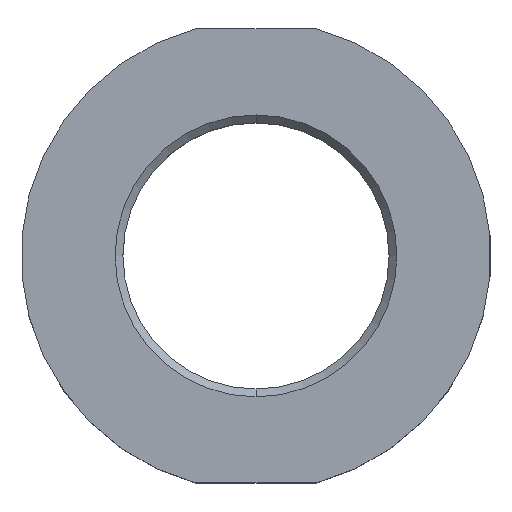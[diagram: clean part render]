
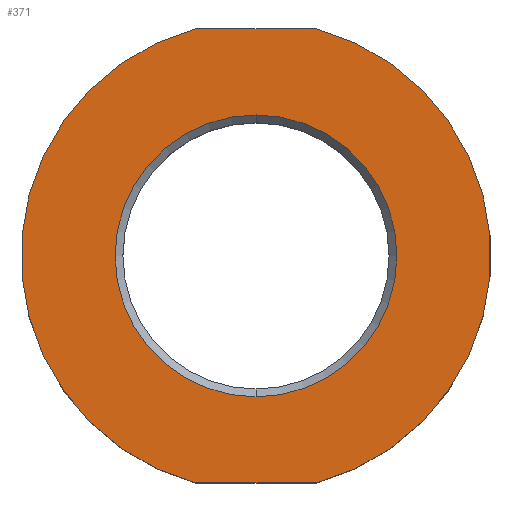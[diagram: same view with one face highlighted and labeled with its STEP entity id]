
A CAD part, top view. The second image highlights one B-rep face of the part: STEP entity #371.
In plain terms, the highlighted planar face has unit normal (0, 0, 1).
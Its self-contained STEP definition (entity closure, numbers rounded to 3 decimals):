
#19 = LINE ( 'NONE', #554, #505 ) ;
#50 = EDGE_CURVE ( 'NONE', #57, #698, #19, .T. ) ;
#57 = VERTEX_POINT ( 'NONE', #771 ) ;
#66 = VERTEX_POINT ( 'NONE', #199 ) ;
#103 = CIRCLE ( 'NONE', #807, 30. ) ;
#105 = FACE_BOUND ( 'NONE', #282, .T. ) ;
#128 = VECTOR ( 'NONE', #263, 1000. ) ;
#141 = DIRECTION ( 'NONE',  ( 0., 0., 1. ) ) ;
#145 = CARTESIAN_POINT ( 'NONE',  ( 0., -18., 0. ) ) ;
#199 = CARTESIAN_POINT ( 'NONE',  ( -7.681, 29., 0. ) ) ;
#203 = DIRECTION ( 'NONE',  ( 0., -1., 0. ) ) ;
#230 = VERTEX_POINT ( 'NONE', #796 ) ;
#245 = ORIENTED_EDGE ( 'NONE', *, *, #286, .F. ) ;
#248 = DIRECTION ( 'NONE',  ( 0., -1., 0. ) ) ;
#250 = CIRCLE ( 'NONE', #429, 18. ) ;
#258 = DIRECTION ( 'NONE',  ( 1., 0., 0. ) ) ;
#263 = DIRECTION ( 'NONE',  ( 1., 0., 0. ) ) ;
#268 = CARTESIAN_POINT ( 'NONE',  ( 0., 30., 0. ) ) ;
#282 = EDGE_LOOP ( 'NONE', ( #634, #594 ) ) ;
#286 = EDGE_CURVE ( 'NONE', #66, #230, #560, .T. ) ;
#288 = VERTEX_POINT ( 'NONE', #145 ) ;
#290 = DIRECTION ( 'NONE',  ( 0., 0., -1. ) ) ;
#339 = CIRCLE ( 'NONE', #703, 18. ) ;
#347 = CIRCLE ( 'NONE', #639, 30. ) ;
#349 = DIRECTION ( 'NONE',  ( 0., 1., 0. ) ) ;
#351 = ORIENTED_EDGE ( 'NONE', *, *, #410, .F. ) ;
#371 = ADVANCED_FACE ( 'NONE', ( #105, #678 ), #459, .T. ) ;
#378 = VERTEX_POINT ( 'NONE', #582 ) ;
#410 = EDGE_CURVE ( 'NONE', #230, #698, #103, .T. ) ;
#417 = CARTESIAN_POINT ( 'NONE',  ( 7.681, -29., 0. ) ) ;
#429 = AXIS2_PLACEMENT_3D ( 'NONE', #498, #436, #630 ) ;
#436 = DIRECTION ( 'NONE',  ( 0., 0., -1. ) ) ;
#459 = PLANE ( 'NONE',  #552 ) ;
#471 = DIRECTION ( 'NONE',  ( 0., 0., -1. ) ) ;
#490 = EDGE_CURVE ( 'NONE', #57, #66, #347, .T. ) ;
#498 = CARTESIAN_POINT ( 'NONE',  ( 0., 0., 0. ) ) ;
#505 = VECTOR ( 'NONE', #258, 1000. ) ;
#509 = DIRECTION ( 'NONE',  ( 0., 1., 0. ) ) ;
#517 = CARTESIAN_POINT ( 'NONE',  ( -30., 29., 0. ) ) ;
#552 = AXIS2_PLACEMENT_3D ( 'NONE', #268, #141, #203 ) ;
#554 = CARTESIAN_POINT ( 'NONE',  ( -30., -29., 0. ) ) ;
#560 = LINE ( 'NONE', #517, #128 ) ;
#567 = CARTESIAN_POINT ( 'NONE',  ( 0., 0., 0. ) ) ;
#582 = CARTESIAN_POINT ( 'NONE',  ( 0., 18., 0. ) ) ;
#594 = ORIENTED_EDGE ( 'NONE', *, *, #767, .T. ) ;
#604 = CARTESIAN_POINT ( 'NONE',  ( 0., 0., 0. ) ) ;
#630 = DIRECTION ( 'NONE',  ( 0., -1., 0. ) ) ;
#634 = ORIENTED_EDGE ( 'NONE', *, *, #750, .T. ) ;
#639 = AXIS2_PLACEMENT_3D ( 'NONE', #604, #290, #349 ) ;
#643 = ORIENTED_EDGE ( 'NONE', *, *, #490, .F. ) ;
#678 = FACE_OUTER_BOUND ( 'NONE', #766, .T. ) ;
#698 = VERTEX_POINT ( 'NONE', #417 ) ;
#703 = AXIS2_PLACEMENT_3D ( 'NONE', #567, #761, #248 ) ;
#719 = CARTESIAN_POINT ( 'NONE',  ( 0., 0., 0. ) ) ;
#750 = EDGE_CURVE ( 'NONE', #288, #378, #250, .T. ) ;
#759 = ORIENTED_EDGE ( 'NONE', *, *, #50, .T. ) ;
#761 = DIRECTION ( 'NONE',  ( 0., 0., -1. ) ) ;
#766 = EDGE_LOOP ( 'NONE', ( #759, #351, #245, #643 ) ) ;
#767 = EDGE_CURVE ( 'NONE', #378, #288, #339, .T. ) ;
#771 = CARTESIAN_POINT ( 'NONE',  ( -7.681, -29., 0. ) ) ;
#796 = CARTESIAN_POINT ( 'NONE',  ( 7.681, 29., 0. ) ) ;
#807 = AXIS2_PLACEMENT_3D ( 'NONE', #719, #471, #509 ) ;
